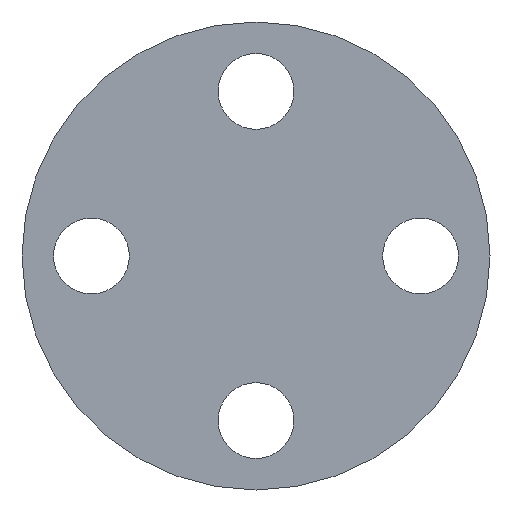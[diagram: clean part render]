
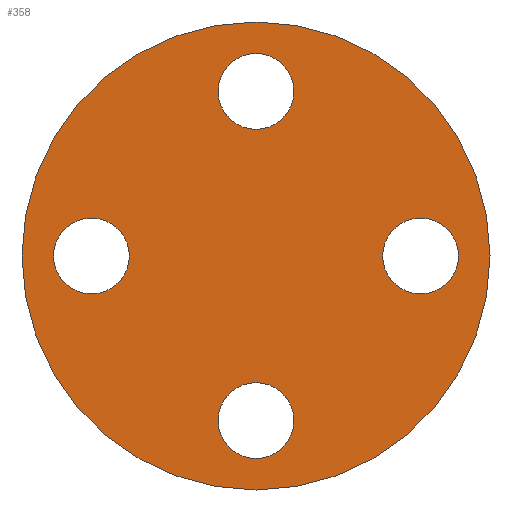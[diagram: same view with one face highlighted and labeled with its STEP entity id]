
A CAD part, front view. The second image highlights one B-rep face of the part: STEP entity #358.
In plain terms, the highlighted planar face has unit normal (0, -1, 0).
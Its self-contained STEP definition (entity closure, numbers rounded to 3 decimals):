
#2 = CARTESIAN_POINT ( 'NONE',  ( 0., 0., 41.25 ) ) ;
#20 = CIRCLE ( 'NONE', #43, 9.5 ) ;
#22 = CARTESIAN_POINT ( 'NONE',  ( 0., 0., -31.75 ) ) ;
#23 = EDGE_CURVE ( 'NONE', #166, #121, #288, .T. ) ;
#24 = CARTESIAN_POINT ( 'NONE',  ( 41.25, 0., 0. ) ) ;
#26 = DIRECTION ( 'NONE',  ( 0., 1., 0. ) ) ;
#30 = VERTEX_POINT ( 'NONE', #416 ) ;
#43 = AXIS2_PLACEMENT_3D ( 'NONE', #24, #452, #68 ) ;
#44 = DIRECTION ( 'NONE',  ( 0., -1., 0. ) ) ;
#56 = CARTESIAN_POINT ( 'NONE',  ( 0., 0., 31.75 ) ) ;
#62 = DIRECTION ( 'NONE',  ( 1., 0., 0. ) ) ;
#63 = EDGE_CURVE ( 'NONE', #306, #198, #87, .T. ) ;
#67 = DIRECTION ( 'NONE',  ( 0., -1., 0. ) ) ;
#68 = DIRECTION ( 'NONE',  ( 1., 0., 0. ) ) ;
#70 = CIRCLE ( 'NONE', #480, 9.5 ) ;
#73 = AXIS2_PLACEMENT_3D ( 'NONE', #301, #339, #519 ) ;
#87 = CIRCLE ( 'NONE', #469, 58.65 ) ;
#94 = DIRECTION ( 'NONE',  ( 0., -1., 0. ) ) ;
#98 = EDGE_CURVE ( 'NONE', #401, #394, #131, .T. ) ;
#105 = PLANE ( 'NONE',  #524 ) ;
#111 = ORIENTED_EDGE ( 'NONE', *, *, #550, .F. ) ;
#113 = ORIENTED_EDGE ( 'NONE', *, *, #23, .F. ) ;
#121 = VERTEX_POINT ( 'NONE', #56 ) ;
#131 = CIRCLE ( 'NONE', #400, 9.5 ) ;
#136 = DIRECTION ( 'NONE',  ( 0., -1., 0. ) ) ;
#141 = AXIS2_PLACEMENT_3D ( 'NONE', #318, #26, #194 ) ;
#142 = EDGE_CURVE ( 'NONE', #369, #30, #425, .T. ) ;
#144 = DIRECTION ( 'NONE',  ( 0., 0., 1. ) ) ;
#148 = DIRECTION ( 'NONE',  ( 0., -1., 0. ) ) ;
#149 = ORIENTED_EDGE ( 'NONE', *, *, #63, .F. ) ;
#157 = CIRCLE ( 'NONE', #307, 9.5 ) ;
#159 = ORIENTED_EDGE ( 'NONE', *, *, #338, .F. ) ;
#160 = CARTESIAN_POINT ( 'NONE',  ( 0., 0., -50.75 ) ) ;
#166 = VERTEX_POINT ( 'NONE', #300 ) ;
#183 = ORIENTED_EDGE ( 'NONE', *, *, #142, .F. ) ;
#191 = CARTESIAN_POINT ( 'NONE',  ( 0., 0., 41.25 ) ) ;
#193 = CARTESIAN_POINT ( 'NONE',  ( 41.25, 0., 0. ) ) ;
#194 = DIRECTION ( 'NONE',  ( -1., 0., 0. ) ) ;
#197 = FACE_OUTER_BOUND ( 'NONE', #333, .T. ) ;
#198 = VERTEX_POINT ( 'NONE', #474 ) ;
#204 = EDGE_CURVE ( 'NONE', #331, #444, #20, .T. ) ;
#211 = ORIENTED_EDGE ( 'NONE', *, *, #334, .F. ) ;
#222 = ORIENTED_EDGE ( 'NONE', *, *, #98, .F. ) ;
#227 = ORIENTED_EDGE ( 'NONE', *, *, #320, .F. ) ;
#236 = CIRCLE ( 'NONE', #409, 9.5 ) ;
#257 = DIRECTION ( 'NONE',  ( 0., 1., 0. ) ) ;
#259 = DIRECTION ( 'NONE',  ( -1., 0., 0. ) ) ;
#268 = CARTESIAN_POINT ( 'NONE',  ( 0., 0., 0. ) ) ;
#278 = EDGE_CURVE ( 'NONE', #444, #331, #70, .T. ) ;
#280 = FACE_BOUND ( 'NONE', #457, .T. ) ;
#288 = CIRCLE ( 'NONE', #363, 9.5 ) ;
#293 = EDGE_LOOP ( 'NONE', ( #222, #227 ) ) ;
#300 = CARTESIAN_POINT ( 'NONE',  ( 0., 0., 50.75 ) ) ;
#301 = CARTESIAN_POINT ( 'NONE',  ( -41.25, 0., 0. ) ) ;
#306 = VERTEX_POINT ( 'NONE', #448 ) ;
#307 = AXIS2_PLACEMENT_3D ( 'NONE', #531, #67, #411 ) ;
#312 = CARTESIAN_POINT ( 'NONE',  ( 31.75, 0., 0. ) ) ;
#318 = CARTESIAN_POINT ( 'NONE',  ( 0., 0., 0. ) ) ;
#320 = EDGE_CURVE ( 'NONE', #394, #401, #157, .T. ) ;
#331 = VERTEX_POINT ( 'NONE', #312 ) ;
#333 = EDGE_LOOP ( 'NONE', ( #149, #159 ) ) ;
#334 = EDGE_CURVE ( 'NONE', #121, #166, #236, .T. ) ;
#338 = EDGE_CURVE ( 'NONE', #198, #306, #381, .T. ) ;
#339 = DIRECTION ( 'NONE',  ( 0., -1., 0. ) ) ;
#343 = EDGE_LOOP ( 'NONE', ( #113, #211 ) ) ;
#349 = CARTESIAN_POINT ( 'NONE',  ( 0., 0., 0. ) ) ;
#358 = ADVANCED_FACE ( 'NONE', ( #490, #362, #280, #366, #197 ), #105, .T. ) ;
#360 = CARTESIAN_POINT ( 'NONE',  ( -50.75, 0., 0. ) ) ;
#362 = FACE_BOUND ( 'NONE', #343, .T. ) ;
#363 = AXIS2_PLACEMENT_3D ( 'NONE', #2, #44, #464 ) ;
#366 = FACE_BOUND ( 'NONE', #293, .T. ) ;
#369 = VERTEX_POINT ( 'NONE', #360 ) ;
#381 = CIRCLE ( 'NONE', #141, 58.65 ) ;
#383 = CIRCLE ( 'NONE', #73, 9.5 ) ;
#384 = ORIENTED_EDGE ( 'NONE', *, *, #204, .F. ) ;
#388 = CARTESIAN_POINT ( 'NONE',  ( 0., 0., -41.25 ) ) ;
#394 = VERTEX_POINT ( 'NONE', #22 ) ;
#400 = AXIS2_PLACEMENT_3D ( 'NONE', #388, #136, #470 ) ;
#401 = VERTEX_POINT ( 'NONE', #160 ) ;
#409 = AXIS2_PLACEMENT_3D ( 'NONE', #191, #148, #144 ) ;
#411 = DIRECTION ( 'NONE',  ( 0., 0., -1. ) ) ;
#416 = CARTESIAN_POINT ( 'NONE',  ( -31.75, 0., 0. ) ) ;
#425 = CIRCLE ( 'NONE', #492, 9.5 ) ;
#443 = CARTESIAN_POINT ( 'NONE',  ( -41.25, 0., 0. ) ) ;
#444 = VERTEX_POINT ( 'NONE', #463 ) ;
#445 = DIRECTION ( 'NONE',  ( 0., -1., 0. ) ) ;
#448 = CARTESIAN_POINT ( 'NONE',  ( -58.65, 0., 0. ) ) ;
#452 = DIRECTION ( 'NONE',  ( 0., -1., 0. ) ) ;
#453 = ORIENTED_EDGE ( 'NONE', *, *, #278, .F. ) ;
#457 = EDGE_LOOP ( 'NONE', ( #453, #384 ) ) ;
#463 = CARTESIAN_POINT ( 'NONE',  ( 50.75, 0., 0. ) ) ;
#464 = DIRECTION ( 'NONE',  ( 0., 0., 1. ) ) ;
#469 = AXIS2_PLACEMENT_3D ( 'NONE', #349, #257, #472 ) ;
#470 = DIRECTION ( 'NONE',  ( 0., 0., -1. ) ) ;
#472 = DIRECTION ( 'NONE',  ( -1., 0., 0. ) ) ;
#474 = CARTESIAN_POINT ( 'NONE',  ( 58.65, 0., 0. ) ) ;
#480 = AXIS2_PLACEMENT_3D ( 'NONE', #193, #535, #483 ) ;
#483 = DIRECTION ( 'NONE',  ( 1., 0., 0. ) ) ;
#490 = FACE_BOUND ( 'NONE', #544, .T. ) ;
#492 = AXIS2_PLACEMENT_3D ( 'NONE', #443, #94, #259 ) ;
#519 = DIRECTION ( 'NONE',  ( -1., 0., 0. ) ) ;
#524 = AXIS2_PLACEMENT_3D ( 'NONE', #268, #445, #62 ) ;
#531 = CARTESIAN_POINT ( 'NONE',  ( 0., 0., -41.25 ) ) ;
#535 = DIRECTION ( 'NONE',  ( 0., -1., 0. ) ) ;
#544 = EDGE_LOOP ( 'NONE', ( #183, #111 ) ) ;
#550 = EDGE_CURVE ( 'NONE', #30, #369, #383, .T. ) ;
